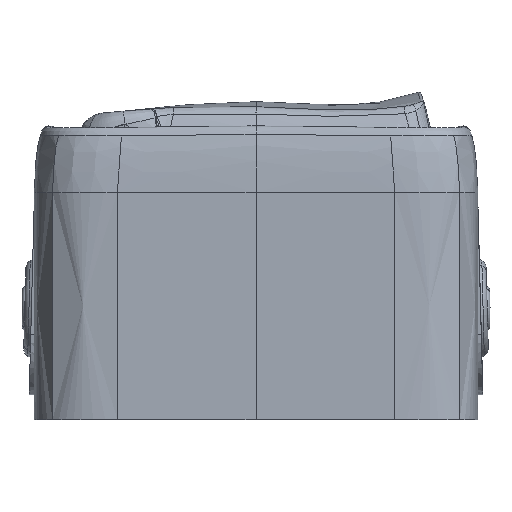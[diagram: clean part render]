
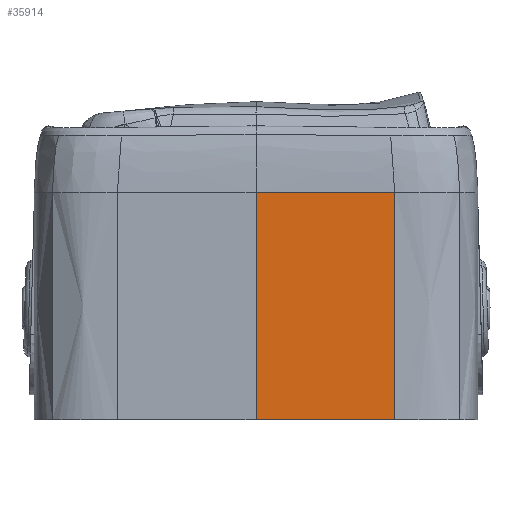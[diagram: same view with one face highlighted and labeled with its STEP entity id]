
A CAD part, left-side view. The second image highlights one B-rep face of the part: STEP entity #35914.
In plain terms, the highlighted planar face has unit normal (1, 0, 0).
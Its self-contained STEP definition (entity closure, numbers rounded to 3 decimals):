
#35901=AXIS2_PLACEMENT_3D('Plane Axis2P3D',#35898,#35899,#35900) ;
#23701=CARTESIAN_POINT('Vertex',(-40.,0.,0.)) ;
#23704=CARTESIAN_POINT('Line Origine',(-40.,-12.5,0.)) ;
#23708=CARTESIAN_POINT('Vertex',(-40.,-25.,0.)) ;
#28191=CARTESIAN_POINT('Line Origine',(-40.,-25.,19.894)) ;
#28195=CARTESIAN_POINT('Vertex',(-40.,-25.,40.95)) ;
#32445=CARTESIAN_POINT('Control Point',(-40.,-25.,40.95)) ;
#32446=CARTESIAN_POINT('Control Point',(-40.,-24.259,40.95)) ;
#32447=CARTESIAN_POINT('Control Point',(-40.,-23.518,40.95)) ;
#32448=CARTESIAN_POINT('Control Point',(-40.,-22.055,40.95)) ;
#32449=CARTESIAN_POINT('Control Point',(-40.,-20.644,40.95)) ;
#32450=CARTESIAN_POINT('Control Point',(-40.,-19.234,40.95)) ;
#32451=CARTESIAN_POINT('Control Point',(-40.,-18.564,40.95)) ;
#32452=CARTESIAN_POINT('Control Point',(-40.,-17.158,40.95)) ;
#32453=CARTESIAN_POINT('Control Point',(-40.,-15.751,40.95)) ;
#32454=CARTESIAN_POINT('Control Point',(-40.,-15.015,40.95)) ;
#32455=CARTESIAN_POINT('Control Point',(-40.,-11.748,40.95)) ;
#32456=CARTESIAN_POINT('Control Point',(-40.,-8.481,40.95)) ;
#32457=CARTESIAN_POINT('Control Point',(-40.,-5.061,40.95)) ;
#32458=CARTESIAN_POINT('Control Point',(-40.,-2.531,40.95)) ;
#32459=CARTESIAN_POINT('Control Point',(-40.,0.,40.95)) ;
#32460=CARTESIAN_POINT('Vertex',(-40.,0.,40.95)) ;
#35898=CARTESIAN_POINT('Axis2P3D Location',(-40.,0.,40.95)) ;
#35903=CARTESIAN_POINT('Line Origine',(-40.,0.,20.475)) ;
#23705=DIRECTION('Vector Direction',(0.,-1.,0.)) ;
#28192=DIRECTION('Vector Direction',(0.,0.,-1.)) ;
#35899=DIRECTION('Axis2P3D Direction',(1.,0.,0.)) ;
#35900=DIRECTION('Axis2P3D XDirection',(0.,-1.,0.)) ;
#35904=DIRECTION('Vector Direction',(0.,0.,-1.)) ;
#23706=VECTOR('Line Direction',#23705,1.) ;
#28193=VECTOR('Line Direction',#28192,1.) ;
#35905=VECTOR('Line Direction',#35904,1.) ;
#35909=ORIENTED_EDGE('',*,*,#35907,.F.) ;
#35910=ORIENTED_EDGE('',*,*,#32462,.T.) ;
#35911=ORIENTED_EDGE('',*,*,#28197,.T.) ;
#35912=ORIENTED_EDGE('',*,*,#23710,.F.) ;
#35914=ADVANCED_FACE('Surface.3',(#35913),#35902,.T.) ;
#32444=B_SPLINE_CURVE_WITH_KNOTS('',5,(#32445,#32446,#32447,#32448,#32449,#32450,#32451,#32452,#32453,#32454,#32455,#32456,#32457,#32458,#32459),.UNSPECIFIED.,.F.,.U.,(6,3,3,3,6),(0.,3.652,6.952,10.582,23.051),.UNSPECIFIED.) ;
#23710=EDGE_CURVE('',#23702,#23709,#23707,.T.) ;
#28197=EDGE_CURVE('',#28196,#23709,#28194,.T.) ;
#32462=EDGE_CURVE('',#32461,#28196,#32444,.F.) ;
#35907=EDGE_CURVE('',#32461,#23702,#35906,.T.) ;
#35908=EDGE_LOOP('',(#35909,#35910,#35911,#35912)) ;
#35913=FACE_OUTER_BOUND('',#35908,.T.) ;
#23707=LINE('Line',#23704,#23706) ;
#28194=LINE('Line',#28191,#28193) ;
#35906=LINE('Line',#35903,#35905) ;
#35902=PLANE('',#35901) ;
#23702=VERTEX_POINT('',#23701) ;
#23709=VERTEX_POINT('',#23708) ;
#28196=VERTEX_POINT('',#28195) ;
#32461=VERTEX_POINT('',#32460) ;
